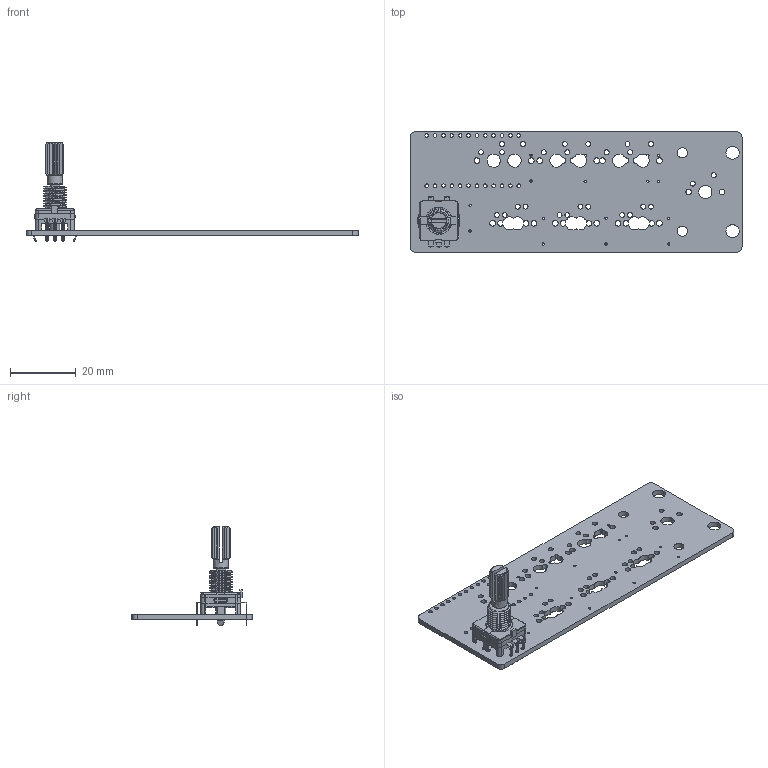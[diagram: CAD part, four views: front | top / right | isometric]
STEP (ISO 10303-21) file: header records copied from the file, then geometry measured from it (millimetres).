
FILE_DESCRIPTION(('KiCad electronic assembly'),'2;1');
FILE_NAME('micropa8.step','2020-11-13T09:54:59',('Pcbnew'),('Kicad'), 'Open CASCADE STEP processor 6.9','KiCad to STEP converter','Unknown' );
FILE_SCHEMA(('AUTOMOTIVE_DESIGN { 1 0 10303 214 1 1 1 1 }'));
Length unit declared in the file: millimetre
Products named in the file (4): Open CASCADE STEP translator 6.9 1; enc; COMPOUND
Assembly tree (3 placements, depth 3):
  Open CASCADE STEP translator 6.9 1
    enc
      COMPOUND
    COMPOUND
Bounding box: 100.81 x 36.51 x 30.08 mm (x, y, z)
Volume: 6461.6 mm3; surface area: 10293.8 mm2
Topology: 11 solids, 11 shells, 712 faces, 1860 edges, 1182 vertices
Faces by surface type: bspline 561, cylinder 141, plane 10
Full cylindrical faces by diameter (mm): 0.7 x14, 1 x5, 1.092 x24, 1.5 x26, 1.7 x14, 3.05 x2, 4 x3
Entity records: 56054 total; most frequent: CARTESIAN_POINT 24700, ORIENTED_EDGE 3720, PCURVE 3720, DEFINITIONAL_REPRESENTATION 3720, B_SPLINE_CURVE_WITH_KNOTS 3611, DIRECTION 1865, EDGE_CURVE 1860, SURFACE_CURVE 1768
